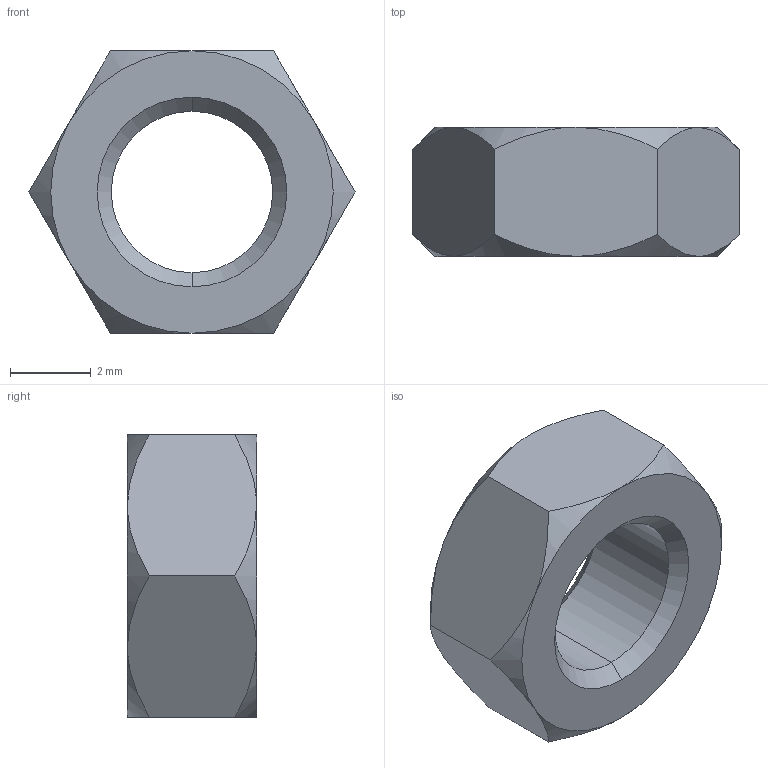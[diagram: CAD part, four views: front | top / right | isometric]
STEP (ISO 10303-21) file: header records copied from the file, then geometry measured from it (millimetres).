
FILE_DESCRIPTION (( 'STEP AP214' ), '1' );
FILE_NAME ('DIN 934 M4 8.8.STEP', '2015-10-26T08:11:43', ( '' ), ( '' ), 'SwSTEP 2.0', 'SolidWorks 2015', '' );
FILE_SCHEMA (( 'AUTOMOTIVE_DESIGN' ));
Length unit declared in the file: millimetre
Products named in the file (1): DIN 934 M4 8.8
Bounding box: 8.08 x 3.2 x 7 mm (x, y, z)
Volume: 92.7 mm3; surface area: 167 mm2
Topology: 1 solids, 1 shells, 26 faces, 56 edges, 32 vertices
Faces by surface type: cone 16, plane 8, cylinder 2
Entity records: 834 total; most frequent: CARTESIAN_POINT 267, ORIENTED_EDGE 112, DIRECTION 106, EDGE_CURVE 56, AXIS2_PLACEMENT_3D 47, VERTEX_POINT 32, EDGE_LOOP 28, ADVANCED_FACE 26
